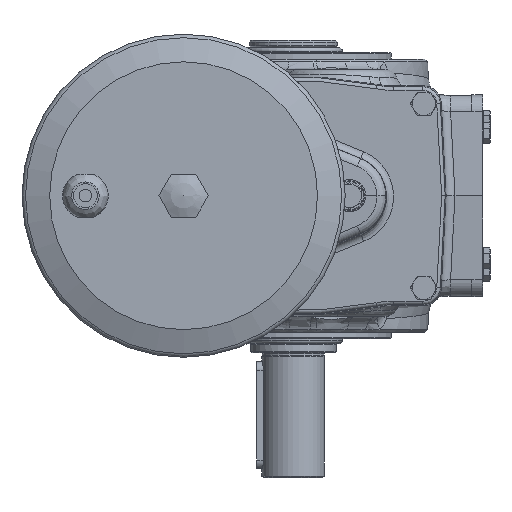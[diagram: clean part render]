
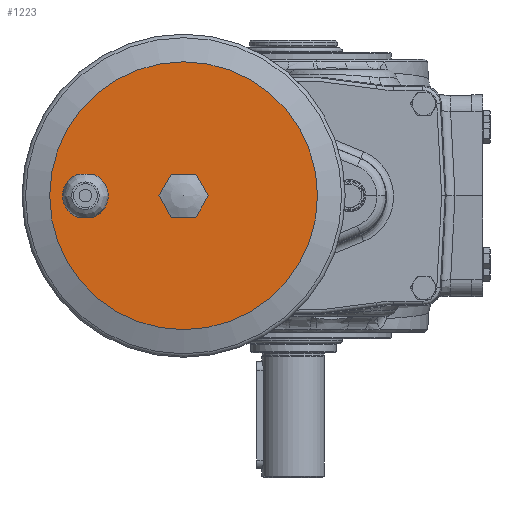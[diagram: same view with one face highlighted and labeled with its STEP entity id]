
A CAD part, left-side view. The second image highlights one B-rep face of the part: STEP entity #1223.
In plain terms, the highlighted planar face has unit normal (-1, 0, 0).
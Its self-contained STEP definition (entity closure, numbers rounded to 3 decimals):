
#1223 = ADVANCED_FACE( '', ( #3349, #3350, #3351 ), #3352, .T. );
#3349 = FACE_BOUND( '', #7818, .T. );
#3350 = FACE_OUTER_BOUND( '', #7819, .T. );
#3351 = FACE_BOUND( '', #7820, .T. );
#3352 = PLANE( '', #7821 );
#7818 = EDGE_LOOP( '', ( #30162, #30163, #30164, #30165 ) );
#7819 = EDGE_LOOP( '', ( #30166 ) );
#7820 = EDGE_LOOP( '', ( #30167, #30168, #30169, #30170, #30171, #30172 ) );
#7821 = AXIS2_PLACEMENT_3D( '', #30173, #30174, #30175 );
#30162 = ORIENTED_EDGE( '', *, *, #37190, .F. );
#30163 = ORIENTED_EDGE( '', *, *, #37191, .F. );
#30164 = ORIENTED_EDGE( '', *, *, #37192, .F. );
#30165 = ORIENTED_EDGE( '', *, *, #37193, .T. );
#30166 = ORIENTED_EDGE( '', *, *, #37106, .T. );
#30167 = ORIENTED_EDGE( '', *, *, #37194, .T. );
#30168 = ORIENTED_EDGE( '', *, *, #37195, .T. );
#30169 = ORIENTED_EDGE( '', *, *, #37196, .T. );
#30170 = ORIENTED_EDGE( '', *, *, #37197, .T. );
#30171 = ORIENTED_EDGE( '', *, *, #37198, .T. );
#30172 = ORIENTED_EDGE( '', *, *, #37199, .T. );
#30173 = CARTESIAN_POINT( '', ( -633.9, 136.4, 0. ) );
#30174 = DIRECTION( '', ( -1., 0., 0. ) );
#30175 = DIRECTION( '', ( 0., 1., 0. ) );
#37106 = EDGE_CURVE( '', #40359, #40359, #40360, .T. );
#37190 = EDGE_CURVE( '', #40501, #40502, #40503, .T. );
#37191 = EDGE_CURVE( '', #40504, #40501, #40505, .T. );
#37192 = EDGE_CURVE( '', #40506, #40504, #40507, .T. );
#37193 = EDGE_CURVE( '', #40506, #40502, #40508, .T. );
#37194 = EDGE_CURVE( '', #40509, #40510, #40511, .T. );
#37195 = EDGE_CURVE( '', #40510, #40512, #40513, .T. );
#37196 = EDGE_CURVE( '', #40512, #40514, #40515, .T. );
#37197 = EDGE_CURVE( '', #40514, #40516, #40517, .T. );
#37198 = EDGE_CURVE( '', #40516, #40518, #40519, .T. );
#37199 = EDGE_CURVE( '', #40518, #40509, #40520, .T. );
#40359 = VERTEX_POINT( '', #46299 );
#40360 = CIRCLE( '', #46300, 75. );
#40501 = VERTEX_POINT( '', #46619 );
#40502 = VERTEX_POINT( '', #46620 );
#40503 = CIRCLE( '', #46621, 12.8 );
#40504 = VERTEX_POINT( '', #46622 );
#40505 = LINE( '', #46623, #46624 );
#40506 = VERTEX_POINT( '', #46625 );
#40507 = CIRCLE( '', #46626, 12.8 );
#40508 = LINE( '', #46627, #46628 );
#40509 = VERTEX_POINT( '', #46629 );
#40510 = VERTEX_POINT( '', #46630 );
#40511 = LINE( '', #46631, #46632 );
#40512 = VERTEX_POINT( '', #46633 );
#40513 = LINE( '', #46634, #46635 );
#40514 = VERTEX_POINT( '', #46636 );
#40515 = LINE( '', #46637, #46638 );
#40516 = VERTEX_POINT( '', #46639 );
#40517 = LINE( '', #46640, #46641 );
#40518 = VERTEX_POINT( '', #46642 );
#40519 = LINE( '', #46643, #46644 );
#40520 = LINE( '', #46645, #46646 );
#46299 = CARTESIAN_POINT( '', ( -633.9, 136.4, 0. ) );
#46300 = AXIS2_PLACEMENT_3D( '', #56801, #56802, #56803 );
#46619 = CARTESIAN_POINT( '', ( -633.9, 111.946, -12. ) );
#46620 = CARTESIAN_POINT( '', ( -633.9, 111.946, 12. ) );
#46621 = AXIS2_PLACEMENT_3D( '', #56899, #56900, #56901 );
#46622 = CARTESIAN_POINT( '', ( -633.9, 120.854, -12. ) );
#46623 = CARTESIAN_POINT( '', ( -633.9, 120.854, -12. ) );
#46624 = VECTOR( '', #56902, 1000. );
#46625 = CARTESIAN_POINT( '', ( -633.9, 120.854, 12. ) );
#46626 = AXIS2_PLACEMENT_3D( '', #56903, #56904, #56905 );
#46627 = CARTESIAN_POINT( '', ( -633.9, 120.854, 12. ) );
#46628 = VECTOR( '', #56906, 1000. );
#46629 = CARTESIAN_POINT( '', ( -633.9, 54.472, 12. ) );
#46630 = CARTESIAN_POINT( '', ( -633.9, 47.544, 0. ) );
#46631 = CARTESIAN_POINT( '', ( -633.9, 54.472, 12. ) );
#46632 = VECTOR( '', #56907, 1000. );
#46633 = CARTESIAN_POINT( '', ( -633.9, 54.472, -12. ) );
#46634 = CARTESIAN_POINT( '', ( -633.9, 47.544, 0. ) );
#46635 = VECTOR( '', #56908, 1000. );
#46636 = CARTESIAN_POINT( '', ( -633.9, 68.328, -12. ) );
#46637 = CARTESIAN_POINT( '', ( -633.9, 54.472, -12. ) );
#46638 = VECTOR( '', #56909, 1000. );
#46639 = CARTESIAN_POINT( '', ( -633.9, 75.256, 0. ) );
#46640 = CARTESIAN_POINT( '', ( -633.9, 68.328, -12. ) );
#46641 = VECTOR( '', #56910, 1000. );
#46642 = CARTESIAN_POINT( '', ( -633.9, 68.328, 12. ) );
#46643 = CARTESIAN_POINT( '', ( -633.9, 75.256, 0. ) );
#46644 = VECTOR( '', #56911, 1000. );
#46645 = CARTESIAN_POINT( '', ( -633.9, 68.328, 12. ) );
#46646 = VECTOR( '', #56912, 1000. );
#56801 = CARTESIAN_POINT( '', ( -633.9, 61.4, 0. ) );
#56802 = DIRECTION( '', ( -1., 0., 0. ) );
#56803 = DIRECTION( '', ( 0., 1., 0. ) );
#56899 = CARTESIAN_POINT( '', ( -633.9, 116.4, 0. ) );
#56900 = DIRECTION( '', ( -1., 0., 0. ) );
#56901 = DIRECTION( '', ( 0., 1., 0. ) );
#56902 = DIRECTION( '', ( 0., -1., 0. ) );
#56903 = CARTESIAN_POINT( '', ( -633.9, 116.4, 0. ) );
#56904 = DIRECTION( '', ( -1., 0., 0. ) );
#56905 = DIRECTION( '', ( 0., 1., 0. ) );
#56906 = DIRECTION( '', ( 0., -1., 0. ) );
#56907 = DIRECTION( '', ( 0., -0.5, -0.866 ) );
#56908 = DIRECTION( '', ( 0., 0.5, -0.866 ) );
#56909 = DIRECTION( '', ( 0., 1., 0. ) );
#56910 = DIRECTION( '', ( 0., 0.5, 0.866 ) );
#56911 = DIRECTION( '', ( 0., -0.5, 0.866 ) );
#56912 = DIRECTION( '', ( 0., -1., 0. ) );
